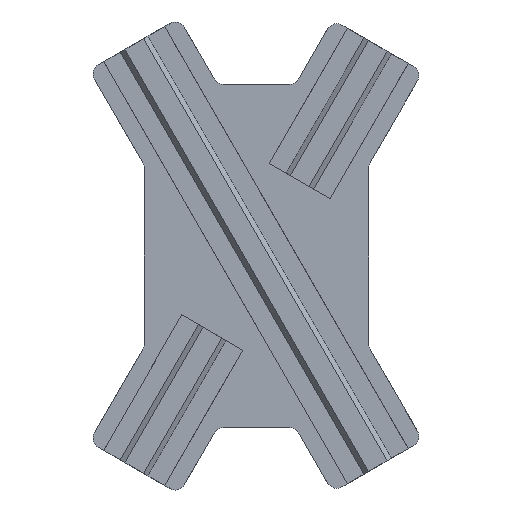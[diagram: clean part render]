
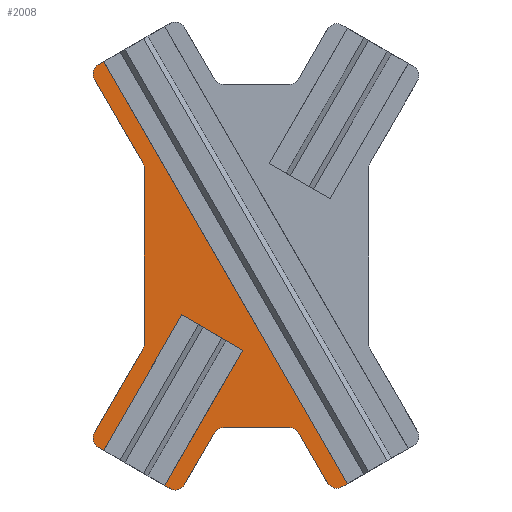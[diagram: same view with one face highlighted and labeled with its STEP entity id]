
A CAD part, front view. The second image highlights one B-rep face of the part: STEP entity #2008.
In plain terms, the highlighted planar face has unit normal (0, -1, 0).
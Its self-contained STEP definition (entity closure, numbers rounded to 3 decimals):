
#41=PLANE('',#2171);
#130=LINE('',#3131,#313);
#131=LINE('',#3137,#314);
#132=LINE('',#3139,#315);
#133=LINE('',#3143,#316);
#134=LINE('',#3145,#317);
#135=LINE('',#3147,#318);
#136=LINE('',#3149,#319);
#137=LINE('',#3151,#320);
#138=LINE('',#3153,#321);
#139=LINE('',#3155,#322);
#140=LINE('',#3159,#323);
#141=LINE('',#3163,#324);
#142=LINE('',#3167,#325);
#143=LINE('',#3171,#326);
#144=LINE('',#3173,#327);
#145=LINE('',#3174,#328);
#313=VECTOR('',#2471,10.);
#314=VECTOR('',#2478,10.);
#315=VECTOR('',#2479,10.);
#316=VECTOR('',#2482,10.);
#317=VECTOR('',#2483,10.);
#318=VECTOR('',#2484,10.);
#319=VECTOR('',#2485,10.);
#320=VECTOR('',#2486,10.);
#321=VECTOR('',#2487,10.);
#322=VECTOR('',#2488,10.);
#323=VECTOR('',#2491,10.);
#324=VECTOR('',#2494,10.);
#325=VECTOR('',#2497,10.);
#326=VECTOR('',#2500,10.);
#327=VECTOR('',#2501,10.);
#328=VECTOR('',#2502,10.);
#531=FACE_OUTER_BOUND('',#653,.T.);
#653=EDGE_LOOP('',(#1461,#1462,#1463,#1464,#1465,#1466,#1467,#1468,#1469,
#1470,#1471,#1472,#1473,#1474,#1475,#1476,#1477,#1478,#1479,#1480,#1481,
#1482,#1483,#1484));
#798=CIRCLE('',#2154,3.);
#799=CIRCLE('',#2156,3.);
#807=CIRCLE('',#2167,3.);
#810=CIRCLE('',#2172,3.);
#811=CIRCLE('',#2173,3.);
#812=CIRCLE('',#2174,3.);
#813=CIRCLE('',#2175,3.);
#814=CIRCLE('',#2176,3.);
#914=VERTEX_POINT('',#3071);
#915=VERTEX_POINT('',#3072);
#916=VERTEX_POINT('',#3077);
#917=VERTEX_POINT('',#3078);
#937=VERTEX_POINT('',#3125);
#938=VERTEX_POINT('',#3127);
#941=VERTEX_POINT('',#3138);
#942=VERTEX_POINT('',#3140);
#943=VERTEX_POINT('',#3142);
#944=VERTEX_POINT('',#3144);
#945=VERTEX_POINT('',#3146);
#946=VERTEX_POINT('',#3148);
#947=VERTEX_POINT('',#3150);
#948=VERTEX_POINT('',#3152);
#949=VERTEX_POINT('',#3154);
#950=VERTEX_POINT('',#3156);
#951=VERTEX_POINT('',#3158);
#952=VERTEX_POINT('',#3160);
#953=VERTEX_POINT('',#3162);
#954=VERTEX_POINT('',#3164);
#955=VERTEX_POINT('',#3166);
#956=VERTEX_POINT('',#3168);
#957=VERTEX_POINT('',#3170);
#958=VERTEX_POINT('',#3172);
#1110=EDGE_CURVE('',#914,#915,#798,.T.);
#1113=EDGE_CURVE('',#916,#917,#799,.T.);
#1138=EDGE_CURVE('',#937,#938,#807,.T.);
#1140=EDGE_CURVE('',#917,#937,#130,.T.);
#1143=EDGE_CURVE('',#916,#915,#131,.T.);
#1144=EDGE_CURVE('',#941,#914,#132,.T.);
#1145=EDGE_CURVE('',#942,#941,#810,.T.);
#1146=EDGE_CURVE('',#943,#942,#133,.T.);
#1147=EDGE_CURVE('',#943,#944,#134,.T.);
#1148=EDGE_CURVE('',#944,#945,#135,.T.);
#1149=EDGE_CURVE('',#946,#945,#136,.T.);
#1150=EDGE_CURVE('',#946,#947,#137,.T.);
#1151=EDGE_CURVE('',#947,#948,#138,.T.);
#1152=EDGE_CURVE('',#949,#948,#139,.T.);
#1153=EDGE_CURVE('',#950,#949,#811,.T.);
#1154=EDGE_CURVE('',#951,#950,#140,.T.);
#1155=EDGE_CURVE('',#952,#951,#812,.T.);
#1156=EDGE_CURVE('',#953,#952,#141,.T.);
#1157=EDGE_CURVE('',#954,#953,#813,.T.);
#1158=EDGE_CURVE('',#955,#954,#142,.T.);
#1159=EDGE_CURVE('',#956,#955,#814,.T.);
#1160=EDGE_CURVE('',#957,#956,#143,.T.);
#1161=EDGE_CURVE('',#957,#958,#144,.T.);
#1162=EDGE_CURVE('',#938,#958,#145,.T.);
#1461=ORIENTED_EDGE('',*,*,#1113,.F.);
#1462=ORIENTED_EDGE('',*,*,#1143,.T.);
#1463=ORIENTED_EDGE('',*,*,#1110,.F.);
#1464=ORIENTED_EDGE('',*,*,#1144,.F.);
#1465=ORIENTED_EDGE('',*,*,#1145,.F.);
#1466=ORIENTED_EDGE('',*,*,#1146,.F.);
#1467=ORIENTED_EDGE('',*,*,#1147,.T.);
#1468=ORIENTED_EDGE('',*,*,#1148,.T.);
#1469=ORIENTED_EDGE('',*,*,#1149,.F.);
#1470=ORIENTED_EDGE('',*,*,#1150,.T.);
#1471=ORIENTED_EDGE('',*,*,#1151,.T.);
#1472=ORIENTED_EDGE('',*,*,#1152,.F.);
#1473=ORIENTED_EDGE('',*,*,#1153,.F.);
#1474=ORIENTED_EDGE('',*,*,#1154,.F.);
#1475=ORIENTED_EDGE('',*,*,#1155,.F.);
#1476=ORIENTED_EDGE('',*,*,#1156,.F.);
#1477=ORIENTED_EDGE('',*,*,#1157,.F.);
#1478=ORIENTED_EDGE('',*,*,#1158,.F.);
#1479=ORIENTED_EDGE('',*,*,#1159,.F.);
#1480=ORIENTED_EDGE('',*,*,#1160,.F.);
#1481=ORIENTED_EDGE('',*,*,#1161,.T.);
#1482=ORIENTED_EDGE('',*,*,#1162,.F.);
#1483=ORIENTED_EDGE('',*,*,#1138,.F.);
#1484=ORIENTED_EDGE('',*,*,#1140,.F.);
#2008=ADVANCED_FACE('',(#531),#41,.F.);
#2154=AXIS2_PLACEMENT_3D('',#3073,#2421,#2422);
#2156=AXIS2_PLACEMENT_3D('',#3079,#2427,#2428);
#2167=AXIS2_PLACEMENT_3D('',#3128,#2466,#2467);
#2171=AXIS2_PLACEMENT_3D('',#3136,#2476,#2477);
#2172=AXIS2_PLACEMENT_3D('',#3141,#2480,#2481);
#2173=AXIS2_PLACEMENT_3D('',#3157,#2489,#2490);
#2174=AXIS2_PLACEMENT_3D('',#3161,#2492,#2493);
#2175=AXIS2_PLACEMENT_3D('',#3165,#2495,#2496);
#2176=AXIS2_PLACEMENT_3D('',#3169,#2498,#2499);
#2421=DIRECTION('center_axis',(0.,-1.,0.));
#2422=DIRECTION('ref_axis',(0.966,0.,-0.259));
#2427=DIRECTION('center_axis',(0.,-1.,0.));
#2428=DIRECTION('ref_axis',(0.966,0.,0.259));
#2466=DIRECTION('center_axis',(0.,1.,0.));
#2467=DIRECTION('ref_axis',(-0.966,0.,0.259));
#2471=DIRECTION('',(-0.5,0.,0.866));
#2476=DIRECTION('center_axis',(0.,1.,0.));
#2477=DIRECTION('ref_axis',(0.,0.,1.));
#2478=DIRECTION('',(0.,0.,-1.));
#2479=DIRECTION('',(0.5,0.,0.866));
#2480=DIRECTION('center_axis',(0.,1.,0.));
#2481=DIRECTION('ref_axis',(-0.966,0.,-0.259));
#2482=DIRECTION('',(-0.866,0.,0.5));
#2483=DIRECTION('',(0.5,0.,0.866));
#2484=DIRECTION('',(0.866,0.,-0.5));
#2485=DIRECTION('',(-0.864,0.,0.504));
#2486=DIRECTION('',(0.866,0.,-0.5));
#2487=DIRECTION('',(-0.5,0.,-0.866));
#2488=DIRECTION('',(-0.866,0.,0.5));
#2489=DIRECTION('center_axis',(0.,1.,0.));
#2490=DIRECTION('ref_axis',(0.259,0.,-0.966));
#2491=DIRECTION('',(-0.5,0.,-0.866));
#2492=DIRECTION('center_axis',(0.,-1.,0.));
#2493=DIRECTION('ref_axis',(-0.5,0.,0.866));
#2494=DIRECTION('',(-1.,0.,0.));
#2495=DIRECTION('center_axis',(0.,-1.,0.));
#2496=DIRECTION('ref_axis',(0.5,0.,0.866));
#2497=DIRECTION('',(-0.5,0.,0.866));
#2498=DIRECTION('center_axis',(0.,1.,0.));
#2499=DIRECTION('ref_axis',(-0.259,0.,-0.966));
#2500=DIRECTION('',(-0.866,0.,-0.5));
#2501=DIRECTION('',(-0.5,0.,0.866));
#2502=DIRECTION('',(0.866,0.,0.5));
#3071=CARTESIAN_POINT('',(0.752,-10.,172.779));
#3072=CARTESIAN_POINT('',(1.154,-10.,174.279));
#3073=CARTESIAN_POINT('Origin',(-1.846,-10.,174.279));
#3077=CARTESIAN_POINT('',(1.154,-10.,225.267));
#3078=CARTESIAN_POINT('',(0.752,-10.,226.767));
#3079=CARTESIAN_POINT('Origin',(-1.846,-10.,225.267));
#3125=CARTESIAN_POINT('',(-13.233,-10.,250.99));
#3127=CARTESIAN_POINT('',(-12.135,-10.,255.088));
#3128=CARTESIAN_POINT('Origin',(-10.635,-10.,252.49));
#3131=CARTESIAN_POINT('',(17.589,-10.,197.605));
#3136=CARTESIAN_POINT('Origin',(33.08,-10.,199.773));
#3137=CARTESIAN_POINT('',(1.154,-10.,213.921));
#3138=CARTESIAN_POINT('',(-13.233,-10.,148.557));
#3139=CARTESIAN_POINT('',(23.457,-10.,212.105));
#3140=CARTESIAN_POINT('',(-12.135,-10.,144.458));
#3141=CARTESIAN_POINT('Origin',(-10.635,-10.,147.057));
#3142=CARTESIAN_POINT('',(-10.576,-10.,143.558));
#3143=CARTESIAN_POINT('',(-2.176,-10.,138.708));
#3144=CARTESIAN_POINT('',(12.05,-10.,182.748));
#3145=CARTESIAN_POINT('',(27.614,-10.,209.705));
#3146=CARTESIAN_POINT('',(12.137,-10.,182.698));
#3147=CARTESIAN_POINT('',(16.294,-10.,180.298));
#3148=CARTESIAN_POINT('',(29.581,-10.,172.512));
#3149=CARTESIAN_POINT('',(24.947,-10.,175.218));
#3150=CARTESIAN_POINT('',(29.667,-10.,172.462));
#3151=CARTESIAN_POINT('',(24.991,-10.,175.162));
#3152=CARTESIAN_POINT('',(7.091,-10.,133.358));
#3153=CARTESIAN_POINT('',(45.281,-10.,199.505));
#3154=CARTESIAN_POINT('',(8.65,-10.,132.458));
#3155=CARTESIAN_POINT('',(-2.176,-10.,138.708));
#3156=CARTESIAN_POINT('',(12.748,-10.,133.557));
#3157=CARTESIAN_POINT('Origin',(10.15,-10.,135.057));
#3158=CARTESIAN_POINT('',(21.403,-10.,148.547));
#3159=CARTESIAN_POINT('',(49.438,-10.,197.105));
#3160=CARTESIAN_POINT('',(24.001,-10.,150.047));
#3161=CARTESIAN_POINT('Origin',(24.001,-10.,147.047));
#3162=CARTESIAN_POINT('',(43.314,-10.,150.047));
#3163=CARTESIAN_POINT('',(39.063,-10.,150.047));
#3164=CARTESIAN_POINT('',(45.912,-10.,148.547));
#3165=CARTESIAN_POINT('Origin',(43.314,-10.,147.047));
#3166=CARTESIAN_POINT('',(54.279,-10.,134.057));
#3167=CARTESIAN_POINT('',(17.589,-10.,197.605));
#3168=CARTESIAN_POINT('',(58.377,-10.,132.958));
#3169=CARTESIAN_POINT('Origin',(56.877,-10.,135.557));
#3170=CARTESIAN_POINT('',(59.935,-10.,133.858));
#3171=CARTESIAN_POINT('',(68.336,-10.,138.708));
#3172=CARTESIAN_POINT('',(-10.576,-10.,255.988));
#3173=CARTESIAN_POINT('',(21.746,-10.,200.005));
#3174=CARTESIAN_POINT('',(-2.176,-10.,260.838));
